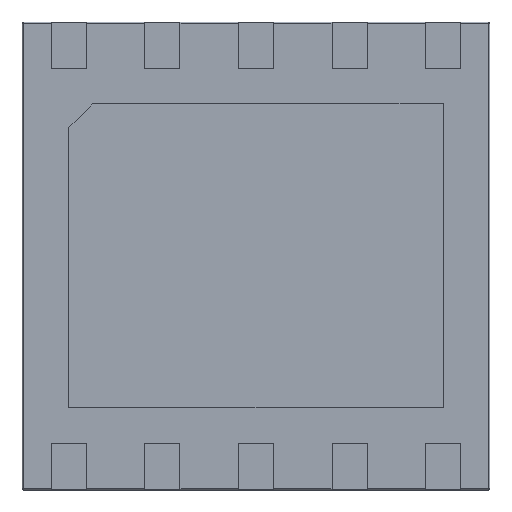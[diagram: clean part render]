
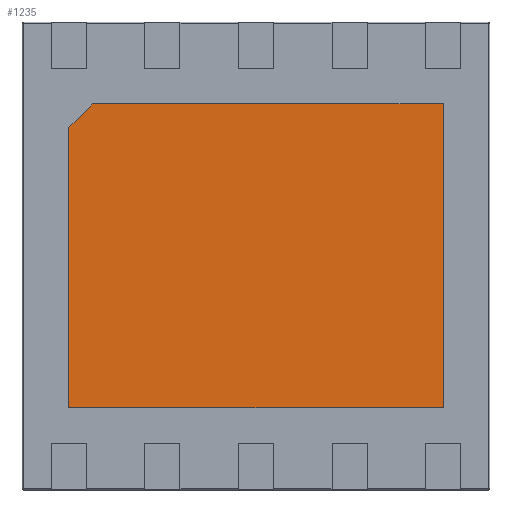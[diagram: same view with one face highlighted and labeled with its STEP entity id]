
A CAD part, top view. The second image highlights one B-rep face of the part: STEP entity #1235.
In plain terms, the highlighted planar face has unit normal (0, 0, -1).
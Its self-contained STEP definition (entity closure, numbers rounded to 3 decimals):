
#483 = ORIENTED_EDGE ( 'NONE', *, *, #3103, .F. ) ;
#969 = CARTESIAN_POINT ( 'NONE',  ( -1.6, 1.099, 0.01 ) ) ;
#1049 = VECTOR ( 'NONE', #2988, 1000. ) ;
#1211 = CARTESIAN_POINT ( 'NONE',  ( 1.6, -1.3, 0.01 ) ) ;
#1235 = ADVANCED_FACE ( 'NONE', ( #3138 ), #4724, .F. ) ;
#1428 = ORIENTED_EDGE ( 'NONE', *, *, #5751, .F. ) ;
#1485 = CARTESIAN_POINT ( 'NONE',  ( 1.6, -1.3, 0.01 ) ) ;
#1494 = DIRECTION ( 'NONE',  ( 1., 0., 0. ) ) ;
#1590 = CARTESIAN_POINT ( 'NONE',  ( 1.6, 1.3, 0.01 ) ) ;
#1677 = VERTEX_POINT ( 'NONE', #1590 ) ;
#1792 = CARTESIAN_POINT ( 'NONE',  ( 1.6, 1.3, 0.01 ) ) ;
#1878 = ORIENTED_EDGE ( 'NONE', *, *, #4570, .F. ) ;
#1956 = LINE ( 'NONE', #4074, #1049 ) ;
#2298 = LINE ( 'NONE', #2751, #2731 ) ;
#2299 = VECTOR ( 'NONE', #4913, 1000. ) ;
#2437 = LINE ( 'NONE', #1485, #6513 ) ;
#2731 = VECTOR ( 'NONE', #2786, 1000. ) ;
#2751 = CARTESIAN_POINT ( 'NONE',  ( -1.399, 1.3, 0.01 ) ) ;
#2781 = LINE ( 'NONE', #1792, #2299 ) ;
#2786 = DIRECTION ( 'NONE',  ( -0.707, -0.707, 0. ) ) ;
#2988 = DIRECTION ( 'NONE',  ( 1., 0., 0. ) ) ;
#2990 = ORIENTED_EDGE ( 'NONE', *, *, #3707, .F. ) ;
#3103 = EDGE_CURVE ( 'NONE', #4025, #6578, #2298, .T. ) ;
#3138 = FACE_OUTER_BOUND ( 'NONE', #5143, .T. ) ;
#3707 = EDGE_CURVE ( 'NONE', #6578, #3884, #6777, .T. ) ;
#3724 = CARTESIAN_POINT ( 'NONE',  ( -1.6, 1.099, 0.01 ) ) ;
#3884 = VERTEX_POINT ( 'NONE', #5331 ) ;
#4025 = VERTEX_POINT ( 'NONE', #5459 ) ;
#4074 = CARTESIAN_POINT ( 'NONE',  ( -1.6, -1.3, 0.01 ) ) ;
#4084 = DIRECTION ( 'NONE',  ( 0., -1., 0. ) ) ;
#4103 = EDGE_CURVE ( 'NONE', #3884, #4530, #1956, .T. ) ;
#4530 = VERTEX_POINT ( 'NONE', #1211 ) ;
#4570 = EDGE_CURVE ( 'NONE', #1677, #4025, #2781, .T. ) ;
#4579 = DIRECTION ( 'NONE',  ( 0., 1., 0. ) ) ;
#4625 = DIRECTION ( 'NONE',  ( 0., 0., 1. ) ) ;
#4724 = PLANE ( 'NONE',  #5468 ) ;
#4913 = DIRECTION ( 'NONE',  ( -1., 0., 0. ) ) ;
#5143 = EDGE_LOOP ( 'NONE', ( #2990, #483, #1878, #1428, #6616 ) ) ;
#5186 = VECTOR ( 'NONE', #4084, 1000. ) ;
#5273 = CARTESIAN_POINT ( 'NONE',  ( 0., 0., 0.01 ) ) ;
#5331 = CARTESIAN_POINT ( 'NONE',  ( -1.6, -1.3, 0.01 ) ) ;
#5459 = CARTESIAN_POINT ( 'NONE',  ( -1.399, 1.3, 0.01 ) ) ;
#5468 = AXIS2_PLACEMENT_3D ( 'NONE', #5273, #4625, #1494 ) ;
#5751 = EDGE_CURVE ( 'NONE', #4530, #1677, #2437, .T. ) ;
#6513 = VECTOR ( 'NONE', #4579, 1000. ) ;
#6578 = VERTEX_POINT ( 'NONE', #3724 ) ;
#6616 = ORIENTED_EDGE ( 'NONE', *, *, #4103, .F. ) ;
#6777 = LINE ( 'NONE', #969, #5186 ) ;
